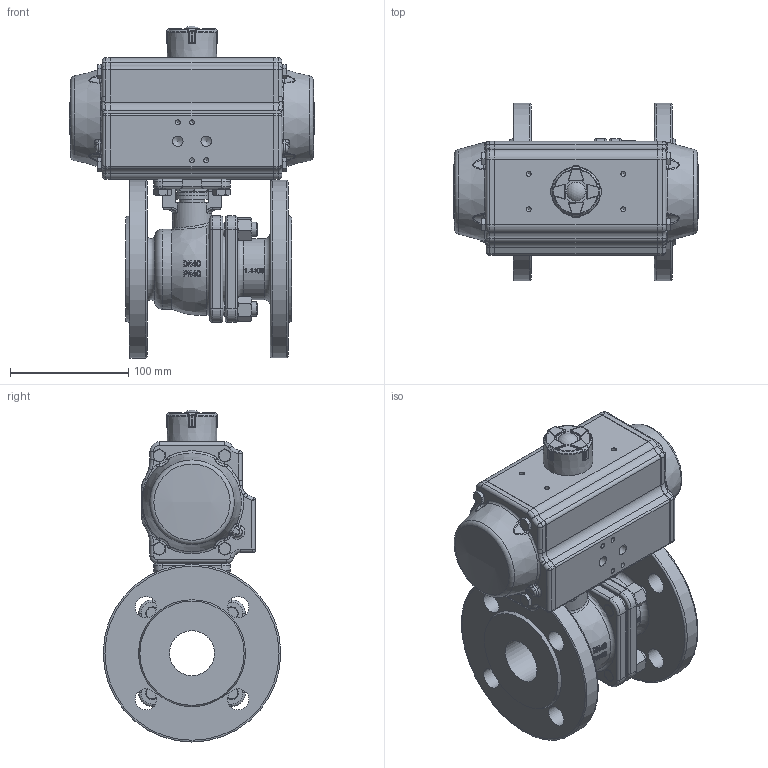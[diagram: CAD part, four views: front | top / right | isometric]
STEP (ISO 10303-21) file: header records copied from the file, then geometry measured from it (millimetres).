
FILE_DESCRIPTION(/* description */ ('Unknown'),/* implementation_level */ '2;1');
FILE_NAME(/* name */ 'FR030921-08',/* time_stamp */ '2023-03-06T10:22:28+01:00',/* author */ ('Unknown'),/* organization */ ('Unknown'),/* preprocessor_version */ 'ST-DEVELOPER v16.7',/* originating_system */ 'Solid Edge',/* authorisation */ 'Unknown');
FILE_SCHEMA (('AUTOMOTIVE_DESIGN {1 0 10303 214 3 1 1}'));
Products named in the file (21): FR030921-08; 921_930-08; 錨璃1; Hex thin nuts Grades AB GB_GB_FASTENER_NUT_STNABTT M16X1.5-N; Hexagon nuts grade C GB_GB_FASTENER_NUT_SNC1 M12-N; Hex lobular socket thread forming screws GB_GB_CROSS_SCREWS_TYPE142 M
6X12-N; Hex thin nuts-Grades AB-Chamfered GB_GB_FASTENER_NUT_STNAB M6-N; Double end studs bm=1d GB_GB_FASTENER_BOLT_DESB1 A M12X28-N; 跡鰍; 評倛粟え; 滅侂菜え; 方口垫圈; DW04_FR03_(DW70_FR52); ____; ________(___________; _____________; ______; hex head bolts-full thread grade c gb_GB_FASTENER_BOLT_HHBFTC M6X20-N; cup head nib bolts with large head gb_GB_FASTENER_BOLT_CHNBW M6X25-N; KP-75; DIN 933 M8x20 A2-70 BLK_EDST
Assembly tree (39 placements, depth 4):
  FR030921-08
    921_930-08
      錨璃1
      Hex thin nuts Grades AB GB_GB_FASTENER_NUT_STNABTT M16X1.5-N
      Hexagon nuts grade C GB_GB_FASTENER_NUT_SNC1 M12-N  x4
      Hex lobular socket thread forming screws GB_GB_CROSS_SCREWS_TYPE142 M
6X12-N
      Hex thin nuts-Grades AB-Chamfered GB_GB_FASTENER_NUT_STNAB M6-N
      Double end studs bm=1d GB_GB_FASTENER_BOLT_DESB1 A M12X28-N  x4
      跡鰍
      評倛粟え  x2
      滅侂菜え
      方口垫圈
    DW04_FR03_(DW70_FR52)
      ____
        ________(___________  x2
        _____________  x2
        ______
      hex head bolts-full thread grade c gb_GB_FASTENER_BOLT_HHBFTC M6X20-N  x8
      cup head nib bolts with large head gb_GB_FASTENER_BOLT_CHNBW M6X25-N
      KP-75
    DIN 933 M8x20 A2-70 BLK_EDST  x4
Bounding box: 206.95 x 150 x 280.4 mm (x, y, z)
Volume: 2485800.4 mm3; surface area: 292328.9 mm2
Topology: 36 solids, 36 shells, 1809 faces, 4369 edges, 2702 vertices
Faces by surface type: plane 658, cylinder 451, bspline 291, cone 238, torus 154, sphere 17
Full cylindrical faces by diameter (mm): 3 x18, 3.3 x8, 4.2 x8, 4.66 x1, 4.917 x1, 5 x13, 6 x10, 6.2 x1, 6.5 x4, 6.8 x4, 8 x4, 8.5 x4, 8.8 x2, 10.106 x4, 12 x12, 13 x4, 14.376 x1, 14.4 x2, 15 x1, 15.6 x1, 18 x8, 21.4 x1, 21.8 x1, 24 x1, 24.6 x1, 28.58 x2, 32 x2, 33 x1, 36 x1, 38 x1
Entity records: 66518 total; most frequent: CARTESIAN_POINT 34954, ORIENTED_EDGE 6424, DIRECTION 5987, EDGE_CURVE 3212, AXIS2_PLACEMENT_3D 2334, VERTEX_POINT 2141, FACE_BOUND 1769, EDGE_LOOP 1742
